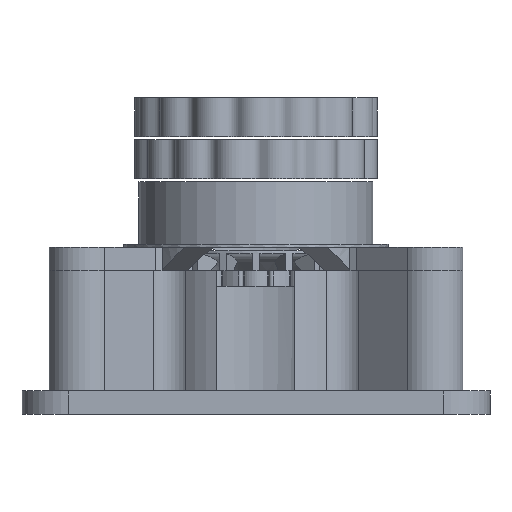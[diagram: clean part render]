
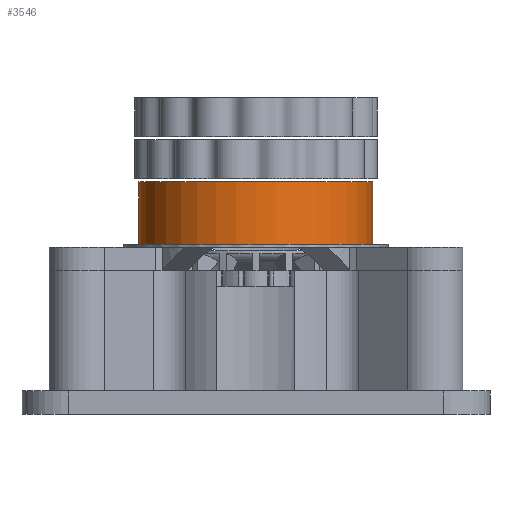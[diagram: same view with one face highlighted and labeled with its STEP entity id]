
A CAD part, front view. The second image highlights one B-rep face of the part: STEP entity #3546.
In plain terms, the highlighted cylindrical face has radius 7.5 mm (diameter 15 mm), a full revolution.
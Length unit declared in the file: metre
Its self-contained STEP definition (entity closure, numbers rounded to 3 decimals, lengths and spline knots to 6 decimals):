
#831=ORIENTED_EDGE('',*,*,#1866,.T.);
#832=ORIENTED_EDGE('',*,*,#1867,.F.);
#1866=EDGE_CURVE('',#2391,#2391,#2726,.T.);
#1867=EDGE_CURVE('',#2392,#2392,#2727,.T.);
#2391=VERTEX_POINT('',#6878);
#2392=VERTEX_POINT('',#6880);
#2726=CIRCLE('',#3852,0.0075);
#2727=CIRCLE('',#3853,0.0075);
#2941=EDGE_LOOP('',(#831));
#2942=EDGE_LOOP('',(#832));
#3219=FACE_BOUND('',#2941,.T.);
#3220=FACE_BOUND('',#2942,.T.);
#3461=CYLINDRICAL_SURFACE('',#3851,0.0075);
#3546=ADVANCED_FACE('',(#3219,#3220),#3461,.T.);
#3851=AXIS2_PLACEMENT_3D('',#6876,#4351,#4352);
#3852=AXIS2_PLACEMENT_3D('',#6877,#4353,#4354);
#3853=AXIS2_PLACEMENT_3D('',#6879,#4355,#4356);
#4351=DIRECTION('',(0.,0.,-1.));
#4352=DIRECTION('',(-1.,0.,0.));
#4353=DIRECTION('',(0.,0.,1.));
#4354=DIRECTION('',(1.,0.,0.));
#4355=DIRECTION('',(0.,0.,1.));
#4356=DIRECTION('',(1.,0.,0.));
#6876=CARTESIAN_POINT('',(0.,0.,0.0117));
#6877=CARTESIAN_POINT('',(0.,0.,0.0109));
#6878=CARTESIAN_POINT('',(0.0075,0.,0.0109));
#6879=CARTESIAN_POINT('',(0.,0.,0.0149));
#6880=CARTESIAN_POINT('',(0.0075,0.,0.0149));
